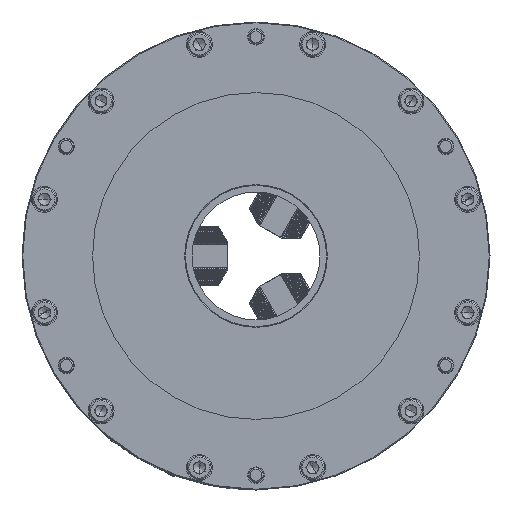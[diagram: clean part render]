
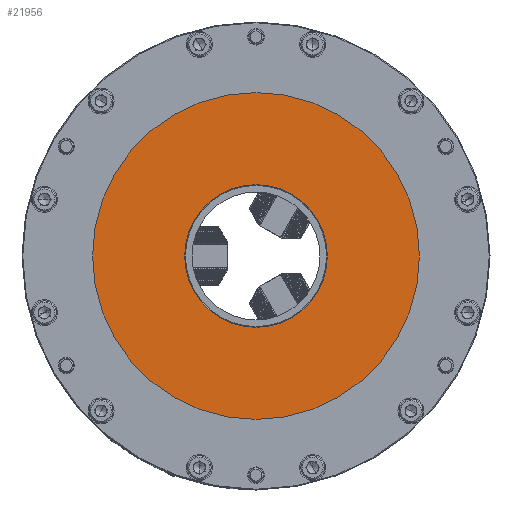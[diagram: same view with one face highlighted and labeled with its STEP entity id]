
A CAD part, left-side view. The second image highlights one B-rep face of the part: STEP entity #21956.
In plain terms, the highlighted planar face has unit normal (-1, 0, 0).
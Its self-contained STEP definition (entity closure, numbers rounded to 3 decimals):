
#10 = ORIENTED_EDGE ( 'NONE', *, *, #8519, .T. ) ;
#678 = DIRECTION ( 'NONE',  ( 0., 0., 1. ) ) ;
#1903 = CARTESIAN_POINT ( 'NONE',  ( -4., 0., 48. ) ) ;
#3121 = CIRCLE ( 'NONE', #36864, 48. ) ;
#4073 = CARTESIAN_POINT ( 'NONE',  ( -4., 0., 0. ) ) ;
#4759 = ORIENTED_EDGE ( 'NONE', *, *, #37433, .T. ) ;
#6223 = ORIENTED_EDGE ( 'NONE', *, *, #12320, .F. ) ;
#7031 = ORIENTED_EDGE ( 'NONE', *, *, #22092, .F. ) ;
#7178 = DIRECTION ( 'NONE',  ( 0., 0., -1. ) ) ;
#7185 = DIRECTION ( 'NONE',  ( 0., 0., -1. ) ) ;
#7186 = DIRECTION ( 'NONE',  ( 1., 0., 0. ) ) ;
#7257 = CARTESIAN_POINT ( 'NONE',  ( -4., 0., 0. ) ) ;
#8519 = EDGE_CURVE ( 'NONE', #18442, #18207, #3121, .T. ) ;
#8569 = DIRECTION ( 'NONE',  ( 0., 0., -1. ) ) ;
#8665 = CARTESIAN_POINT ( 'NONE',  ( -4., 0., 0. ) ) ;
#9262 = DIRECTION ( 'NONE',  ( 1., 0., 0. ) ) ;
#9588 = FACE_OUTER_BOUND ( 'NONE', #32568, .T. ) ;
#10924 = CARTESIAN_POINT ( 'NONE',  ( -4., 0., 0. ) ) ;
#11034 = CIRCLE ( 'NONE', #16476, 110. ) ;
#11900 = VERTEX_POINT ( 'NONE', #15776 ) ;
#12320 = EDGE_CURVE ( 'NONE', #34305, #11900, #35880, .T. ) ;
#13049 = CARTESIAN_POINT ( 'NONE',  ( -4., 110., 0. ) ) ;
#14100 = DIRECTION ( 'NONE',  ( 0., 0., -1. ) ) ;
#15247 = CARTESIAN_POINT ( 'NONE',  ( -4., 0., -110. ) ) ;
#15776 = CARTESIAN_POINT ( 'NONE',  ( -4., 0., 110. ) ) ;
#16476 = AXIS2_PLACEMENT_3D ( 'NONE', #10924, #32375, #14100 ) ;
#17670 = AXIS2_PLACEMENT_3D ( 'NONE', #4073, #25700, #7185 ) ;
#18207 = VERTEX_POINT ( 'NONE', #31182 ) ;
#18442 = VERTEX_POINT ( 'NONE', #1903 ) ;
#19252 = DIRECTION ( 'NONE',  ( -1., 0., 0. ) ) ;
#21956 = ADVANCED_FACE ( 'NONE', ( #33986, #9588 ), #37270, .T. ) ;
#22092 = EDGE_CURVE ( 'NONE', #11900, #34305, #11034, .T. ) ;
#23408 = AXIS2_PLACEMENT_3D ( 'NONE', #13049, #19252, #678 ) ;
#23697 = CIRCLE ( 'NONE', #17670, 48. ) ;
#25700 = DIRECTION ( 'NONE',  ( 1., 0., 0. ) ) ;
#26547 = AXIS2_PLACEMENT_3D ( 'NONE', #7257, #7186, #7178 ) ;
#29354 = EDGE_LOOP ( 'NONE', ( #10, #4759 ) ) ;
#31182 = CARTESIAN_POINT ( 'NONE',  ( -4., 0., -48. ) ) ;
#32375 = DIRECTION ( 'NONE',  ( 1., 0., 0. ) ) ;
#32568 = EDGE_LOOP ( 'NONE', ( #6223, #7031 ) ) ;
#33986 = FACE_BOUND ( 'NONE', #29354, .T. ) ;
#34305 = VERTEX_POINT ( 'NONE', #15247 ) ;
#35880 = CIRCLE ( 'NONE', #26547, 110. ) ;
#36864 = AXIS2_PLACEMENT_3D ( 'NONE', #8665, #9262, #8569 ) ;
#37270 = PLANE ( 'NONE',  #23408 ) ;
#37433 = EDGE_CURVE ( 'NONE', #18207, #18442, #23697, .T. ) ;
